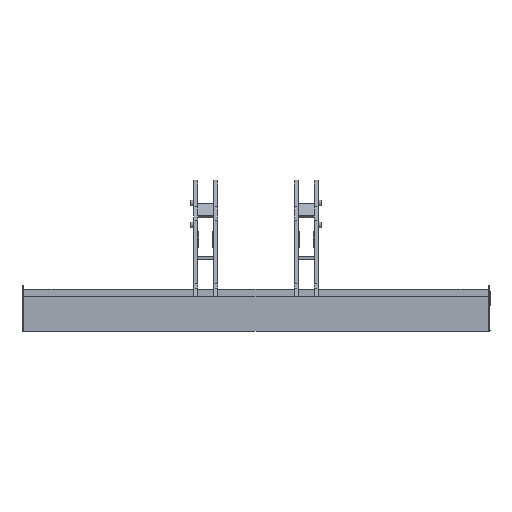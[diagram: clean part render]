
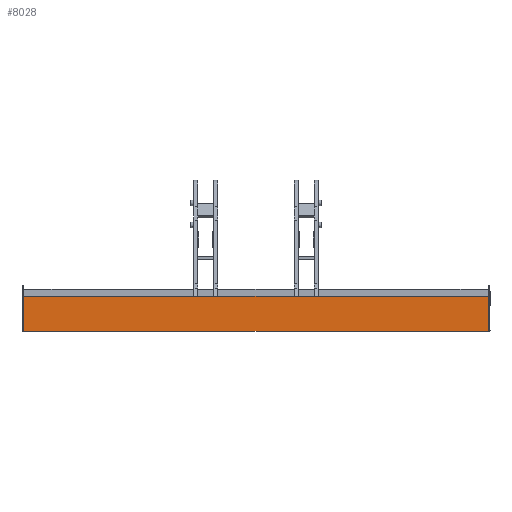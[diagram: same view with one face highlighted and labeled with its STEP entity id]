
A CAD part, front view. The second image highlights one B-rep face of the part: STEP entity #8028.
In plain terms, the highlighted free-form (B-spline) face has degree [1, 1] with [2, 2] control points.
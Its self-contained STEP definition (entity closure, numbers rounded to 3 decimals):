
#7927 = VERTEX_POINT('',#7928);
#7928 = CARTESIAN_POINT('',(1268.384,0.,
    456.487));
#7941 = VERTEX_POINT('',#7942);
#7942 = CARTESIAN_POINT('',(1268.384,0.,
    647.752));
#7947 = EDGE_CURVE('',#7941,#7927,#7948,.T.);
#7948 = B_SPLINE_CURVE_WITH_KNOTS('',1,(#7949,#7950),.UNSPECIFIED.,.F.,
  .F.,(2,2),(-190.,0.),.PIECEWISE_BEZIER_KNOTS.);
#7949 = CARTESIAN_POINT('',(1268.384,0.,
    647.752));
#7950 = CARTESIAN_POINT('',(1268.384,0.,
    456.487));
#7961 = VERTEX_POINT('',#7962);
#7962 = CARTESIAN_POINT('',(-1268.384,0.,
    456.487));
#7969 = EDGE_CURVE('',#7961,#7970,#7972,.T.);
#7970 = VERTEX_POINT('',#7971);
#7971 = CARTESIAN_POINT('',(-1268.384,0.,
    647.752));
#7972 = B_SPLINE_CURVE_WITH_KNOTS('',1,(#7973,#7974),.UNSPECIFIED.,.F.,
  .F.,(2,2),(0.,190.),.PIECEWISE_BEZIER_KNOTS.);
#7973 = CARTESIAN_POINT('',(-1268.384,0.,
    456.487));
#7974 = CARTESIAN_POINT('',(-1268.384,0.,
    647.752));
#8016 = EDGE_CURVE('',#7970,#7941,#8017,.T.);
#8017 = B_SPLINE_CURVE_WITH_KNOTS('',1,(#8018,#8019),.UNSPECIFIED.,.F.,
  .F.,(2,2),(0.,2520.),.PIECEWISE_BEZIER_KNOTS.);
#8018 = CARTESIAN_POINT('',(-1268.384,0.,
    647.752));
#8019 = CARTESIAN_POINT('',(1268.384,0.,
    647.752));
#8028 = ADVANCED_FACE('',(#8029),#8039,.F.);
#8029 = FACE_BOUND('',#8030,.T.);
#8030 = EDGE_LOOP('',(#8031,#8032,#8033,#8034));
#8031 = ORIENTED_EDGE('',*,*,#7947,.F.);
#8032 = ORIENTED_EDGE('',*,*,#8016,.F.);
#8033 = ORIENTED_EDGE('',*,*,#7969,.F.);
#8034 = ORIENTED_EDGE('',*,*,#8035,.F.);
#8035 = EDGE_CURVE('',#7927,#7961,#8036,.T.);
#8036 = B_SPLINE_CURVE_WITH_KNOTS('',1,(#8037,#8038),.UNSPECIFIED.,.F.,
  .F.,(2,2),(-2520.,-0.),.PIECEWISE_BEZIER_KNOTS.);
#8037 = CARTESIAN_POINT('',(1268.384,0.,
    456.487));
#8038 = CARTESIAN_POINT('',(-1268.384,0.,
    456.487));
#8039 = B_SPLINE_SURFACE_WITH_KNOTS('',1,1,(
    (#8040,#8041)
    ,(#8042,#8043
    )),.UNSPECIFIED.,.F.,.F.,.F.,(2,2),(2,2),(-1260.,1260.),(-95.,
    95.),.PIECEWISE_BEZIER_KNOTS.);
#8040 = CARTESIAN_POINT('',(-1268.384,0.,
    647.752));
#8041 = CARTESIAN_POINT('',(-1268.384,0.,
    456.487));
#8042 = CARTESIAN_POINT('',(1268.384,0.,
    647.752));
#8043 = CARTESIAN_POINT('',(1268.384,0.,
    456.487));
